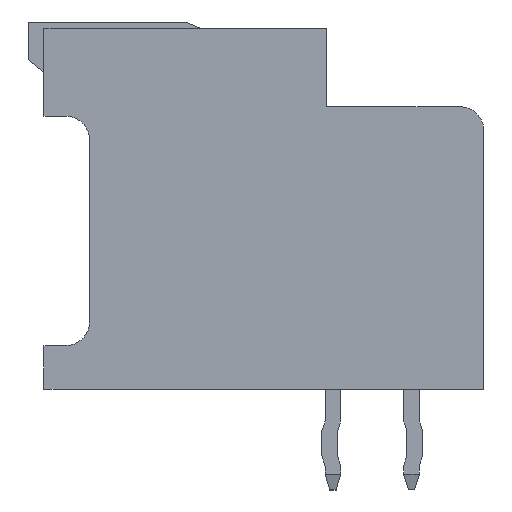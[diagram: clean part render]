
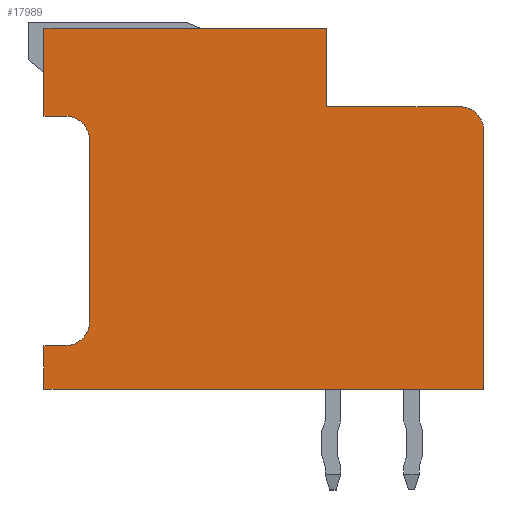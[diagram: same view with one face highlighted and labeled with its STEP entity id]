
A CAD part, left-side view. The second image highlights one B-rep face of the part: STEP entity #17989.
In plain terms, the highlighted face is planar.
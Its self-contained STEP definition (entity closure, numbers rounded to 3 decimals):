
#408=PLANE('',#18745);
#1979=LINE('',#25026,#3808);
#2012=LINE('',#25101,#3841);
#2016=LINE('',#25110,#3845);
#2020=LINE('',#25119,#3849);
#2021=LINE('',#25121,#3850);
#2022=LINE('',#25126,#3851);
#2023=LINE('',#25128,#3852);
#2024=LINE('',#25130,#3853);
#2025=LINE('',#25133,#3854);
#2026=LINE('',#25135,#3855);
#3808=VECTOR('',#21199,1000.);
#3841=VECTOR('',#21256,1000.);
#3845=VECTOR('',#21262,1000.);
#3849=VECTOR('',#21268,1000.);
#3850=VECTOR('',#21271,1000.);
#3851=VECTOR('',#21274,1000.);
#3852=VECTOR('',#21275,1000.);
#3853=VECTOR('',#21276,1000.);
#3854=VECTOR('',#21281,1000.);
#3855=VECTOR('',#21282,1000.);
#6530=ORIENTED_EDGE('',*,*,#9494,.T.);
#6531=ORIENTED_EDGE('',*,*,#9495,.T.);
#6532=ORIENTED_EDGE('',*,*,#9496,.T.);
#6533=ORIENTED_EDGE('',*,*,#9497,.T.);
#6534=ORIENTED_EDGE('',*,*,#9498,.T.);
#6535=ORIENTED_EDGE('',*,*,#9448,.T.);
#6536=ORIENTED_EDGE('',*,*,#9485,.T.);
#6537=ORIENTED_EDGE('',*,*,#9499,.F.);
#6538=ORIENTED_EDGE('',*,*,#9489,.T.);
#6539=ORIENTED_EDGE('',*,*,#9500,.F.);
#6540=ORIENTED_EDGE('',*,*,#9493,.T.);
#6541=ORIENTED_EDGE('',*,*,#9501,.T.);
#6542=ORIENTED_EDGE('',*,*,#9502,.T.);
#9448=EDGE_CURVE('',#10934,#10933,#1979,.T.);
#9485=EDGE_CURVE('',#10933,#10963,#2012,.T.);
#9489=EDGE_CURVE('',#10964,#10967,#2016,.T.);
#9493=EDGE_CURVE('',#10968,#10971,#2020,.T.);
#9494=EDGE_CURVE('',#10972,#10973,#2021,.T.);
#9495=EDGE_CURVE('',#10973,#10974,#11230,.T.);
#9496=EDGE_CURVE('',#10974,#10975,#2022,.T.);
#9497=EDGE_CURVE('',#10975,#10976,#2023,.T.);
#9498=EDGE_CURVE('',#10976,#10934,#2024,.T.);
#9499=EDGE_CURVE('',#10964,#10963,#11231,.T.);
#9500=EDGE_CURVE('',#10968,#10967,#11232,.T.);
#9501=EDGE_CURVE('',#10971,#10977,#2025,.T.);
#9502=EDGE_CURVE('',#10977,#10972,#2026,.T.);
#10933=VERTEX_POINT('',#25025);
#10934=VERTEX_POINT('',#25027);
#10963=VERTEX_POINT('',#25100);
#10964=VERTEX_POINT('',#25104);
#10967=VERTEX_POINT('',#25109);
#10968=VERTEX_POINT('',#25113);
#10971=VERTEX_POINT('',#25118);
#10972=VERTEX_POINT('',#25122);
#10973=VERTEX_POINT('',#25123);
#10974=VERTEX_POINT('',#25125);
#10975=VERTEX_POINT('',#25127);
#10976=VERTEX_POINT('',#25129);
#10977=VERTEX_POINT('',#25134);
#11230=CIRCLE('',#18746,0.75);
#11231=CIRCLE('',#18747,0.75);
#11232=CIRCLE('',#18748,0.75);
#11651=EDGE_LOOP('',(#6530,#6531,#6532,#6533,#6534,#6535,#6536,#6537,#6538,
#6539,#6540,#6541,#6542));
#12366=FACE_BOUND('',#11651,.T.);
#17989=ADVANCED_FACE('',(#12366),#408,.T.);
#18745=AXIS2_PLACEMENT_3D('',#25120,#21269,#21270);
#18746=AXIS2_PLACEMENT_3D('',#25124,#21272,#21273);
#18747=AXIS2_PLACEMENT_3D('',#25131,#21277,#21278);
#18748=AXIS2_PLACEMENT_3D('',#25132,#21279,#21280);
#21199=DIRECTION('',(0.,-1.,0.));
#21256=DIRECTION('',(0.,0.,-1.));
#21262=DIRECTION('',(0.,-1.,0.));
#21268=DIRECTION('',(0.,0.,1.));
#21269=DIRECTION('',(1.,0.,0.));
#21270=DIRECTION('',(0.,0.,-1.));
#21271=DIRECTION('',(0.,1.,0.));
#21272=DIRECTION('',(1.,0.,0.));
#21273=DIRECTION('',(0.,0.,-1.));
#21274=DIRECTION('',(0.,0.,1.));
#21275=DIRECTION('',(0.,1.,0.));
#21276=DIRECTION('',(0.,0.,1.));
#21277=DIRECTION('',(1.,0.,0.));
#21278=DIRECTION('',(0.,0.,-1.));
#21279=DIRECTION('',(1.,0.,0.));
#21280=DIRECTION('',(0.,0.,-1.));
#21281=DIRECTION('',(0.,-1.,0.));
#21282=DIRECTION('',(0.,0.,-1.));
#25025=CARTESIAN_POINT('',(8.7,4.2,7.));
#25026=CARTESIAN_POINT('',(8.7,7.,7.));
#25027=CARTESIAN_POINT('',(8.7,7.,7.));
#25100=CARTESIAN_POINT('',(8.7,4.2,6.3));
#25101=CARTESIAN_POINT('',(8.7,4.2,7.));
#25104=CARTESIAN_POINT('',(8.7,3.45,5.55));
#25109=CARTESIAN_POINT('',(8.7,-2.35,5.55));
#25110=CARTESIAN_POINT('',(8.7,4.2,5.55));
#25113=CARTESIAN_POINT('',(8.7,-3.1,6.3));
#25118=CARTESIAN_POINT('',(8.7,-3.1,7.));
#25119=CARTESIAN_POINT('',(8.7,-3.1,5.55));
#25120=CARTESIAN_POINT('',(8.7,0.,0.));
#25121=CARTESIAN_POINT('',(8.7,-4.5,-7.));
#25122=CARTESIAN_POINT('',(8.7,-4.5,-7.));
#25123=CARTESIAN_POINT('',(8.7,3.75,-7.));
#25124=CARTESIAN_POINT('',(8.7,3.75,-6.25));
#25125=CARTESIAN_POINT('',(8.7,4.5,-6.25));
#25126=CARTESIAN_POINT('',(8.7,4.5,-7.));
#25127=CARTESIAN_POINT('',(8.7,4.5,-2.));
#25128=CARTESIAN_POINT('',(8.7,4.5,-2.));
#25129=CARTESIAN_POINT('',(8.7,7.,-2.));
#25130=CARTESIAN_POINT('',(8.7,7.,-2.));
#25131=CARTESIAN_POINT('',(8.7,3.45,6.3));
#25132=CARTESIAN_POINT('',(8.7,-2.35,6.3));
#25133=CARTESIAN_POINT('',(8.7,-3.1,7.));
#25134=CARTESIAN_POINT('',(8.7,-4.5,7.));
#25135=CARTESIAN_POINT('',(8.7,-4.5,7.));
